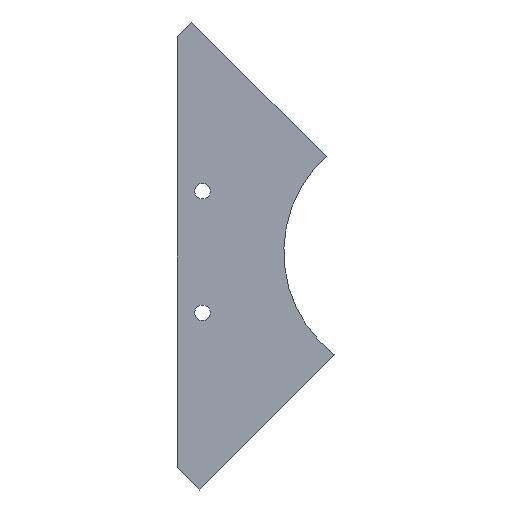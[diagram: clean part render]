
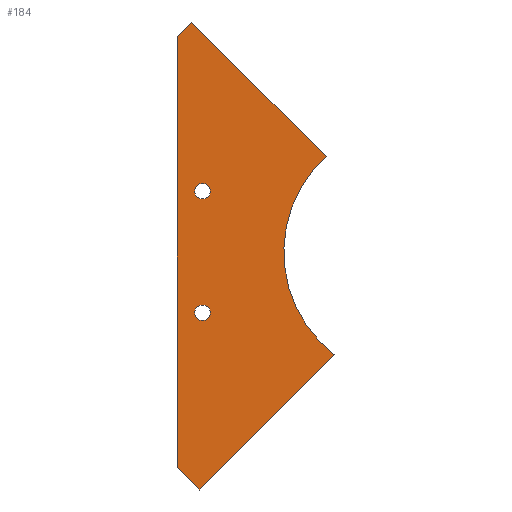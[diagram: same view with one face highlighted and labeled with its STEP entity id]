
A CAD part, front view. The second image highlights one B-rep face of the part: STEP entity #184.
In plain terms, the highlighted planar face has unit normal (0, -1, 0).
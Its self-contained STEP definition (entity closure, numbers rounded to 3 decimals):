
#18=FACE_BOUND('',#40,.T.);
#19=FACE_BOUND('',#41,.T.);
#22=CIRCLE('',#209,25.5);
#23=CIRCLE('',#210,1.55);
#24=CIRCLE('',#211,1.55);
#29=FACE_OUTER_BOUND('',#39,.T.);
#39=EDGE_LOOP('',(#132,#133,#134,#135,#136,#137));
#40=EDGE_LOOP('',(#138));
#41=EDGE_LOOP('',(#139));
#53=LINE('',#281,#71);
#56=LINE('',#289,#74);
#57=LINE('',#291,#75);
#58=LINE('',#293,#76);
#59=LINE('',#294,#77);
#71=VECTOR('',#228,10.);
#74=VECTOR('',#235,10.);
#75=VECTOR('',#236,10.);
#76=VECTOR('',#237,10.);
#77=VECTOR('',#238,10.);
#88=VERTEX_POINT('',#277);
#90=VERTEX_POINT('',#280);
#92=VERTEX_POINT('',#286);
#93=VERTEX_POINT('',#288);
#94=VERTEX_POINT('',#290);
#95=VERTEX_POINT('',#292);
#96=VERTEX_POINT('',#295);
#97=VERTEX_POINT('',#297);
#105=EDGE_CURVE('',#90,#88,#53,.T.);
#108=EDGE_CURVE('',#88,#92,#22,.T.);
#109=EDGE_CURVE('',#92,#93,#56,.T.);
#110=EDGE_CURVE('',#94,#93,#57,.T.);
#111=EDGE_CURVE('',#94,#95,#58,.T.);
#112=EDGE_CURVE('',#95,#90,#59,.T.);
#113=EDGE_CURVE('',#96,#96,#23,.T.);
#114=EDGE_CURVE('',#97,#97,#24,.T.);
#132=ORIENTED_EDGE('',*,*,#105,.T.);
#133=ORIENTED_EDGE('',*,*,#108,.T.);
#134=ORIENTED_EDGE('',*,*,#109,.T.);
#135=ORIENTED_EDGE('',*,*,#110,.F.);
#136=ORIENTED_EDGE('',*,*,#111,.T.);
#137=ORIENTED_EDGE('',*,*,#112,.T.);
#138=ORIENTED_EDGE('',*,*,#113,.T.);
#139=ORIENTED_EDGE('',*,*,#114,.T.);
#177=PLANE('',#208);
#184=ADVANCED_FACE('',(#29,#18,#19),#177,.F.);
#208=AXIS2_PLACEMENT_3D('',#285,#231,#232);
#209=AXIS2_PLACEMENT_3D('',#287,#233,#234);
#210=AXIS2_PLACEMENT_3D('',#296,#239,#240);
#211=AXIS2_PLACEMENT_3D('',#298,#241,#242);
#228=DIRECTION('',(0.707,0.,0.707));
#231=DIRECTION('center_axis',(0.,1.,0.));
#232=DIRECTION('ref_axis',(1.,0.,0.));
#233=DIRECTION('center_axis',(0.,1.,0.));
#234=DIRECTION('ref_axis',(1.,0.,0.));
#235=DIRECTION('',(-0.707,0.,0.707));
#236=DIRECTION('',(0.707,0.,0.707));
#237=DIRECTION('',(0.,0.,-1.));
#238=DIRECTION('',(0.707,0.,-0.707));
#239=DIRECTION('center_axis',(0.,1.,0.));
#240=DIRECTION('ref_axis',(1.,0.,0.));
#241=DIRECTION('center_axis',(0.,1.,0.));
#242=DIRECTION('ref_axis',(1.,0.,0.));
#277=CARTESIAN_POINT('',(73.505,0.,-20.29));
#280=CARTESIAN_POINT('',(46.897,0.,-46.897));
#281=CARTESIAN_POINT('',(80.254,0.,-13.541));
#285=CARTESIAN_POINT('Origin',(44.476,0.,0.));
#286=CARTESIAN_POINT('',(71.783,0.,18.854));
#287=CARTESIAN_POINT('Origin',(88.951,0.,0.));
#288=CARTESIAN_POINT('',(45.318,0.,45.318));
#289=CARTESIAN_POINT('',(56.437,0.,34.2));
#290=CARTESIAN_POINT('',(42.426,0.,42.426));
#291=CARTESIAN_POINT('',(0.,0.,0.));
#292=CARTESIAN_POINT('',(42.426,0.,-42.426));
#293=CARTESIAN_POINT('',(42.426,0.,21.213));
#294=CARTESIAN_POINT('',(44.476,0.,-44.476));
#295=CARTESIAN_POINT('',(45.876,0.,-12.));
#296=CARTESIAN_POINT('Origin',(47.426,0.,-12.));
#297=CARTESIAN_POINT('',(45.876,0.,12.));
#298=CARTESIAN_POINT('Origin',(47.426,0.,12.));
